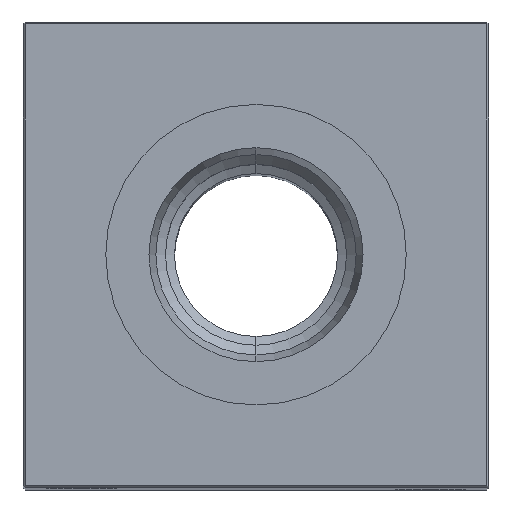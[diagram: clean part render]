
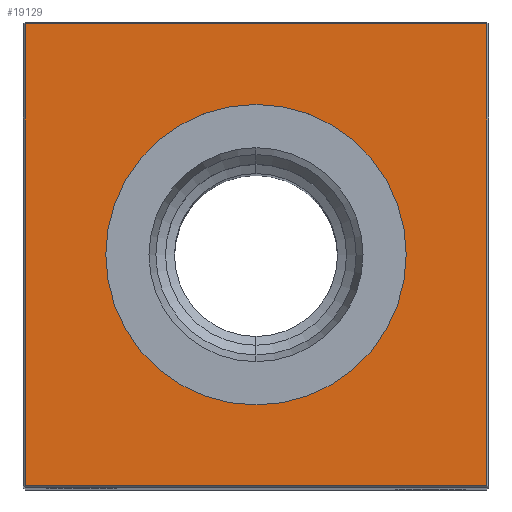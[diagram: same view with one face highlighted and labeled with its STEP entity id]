
A CAD part, top view. The second image highlights one B-rep face of the part: STEP entity #19129.
In plain terms, the highlighted planar face has unit normal (0, 0, 1).
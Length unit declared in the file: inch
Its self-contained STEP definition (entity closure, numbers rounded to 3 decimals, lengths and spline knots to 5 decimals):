
#139 = VECTOR ( 'NONE', #23668, 39.37008 ) ;
#450 = VERTEX_POINT ( 'NONE', #25745 ) ;
#659 = ORIENTED_EDGE ( 'NONE', *, *, #22684, .T. ) ;
#748 = EDGE_CURVE ( 'NONE', #21804, #3230, #5604, .T. ) ;
#1197 = ORIENTED_EDGE ( 'NONE', *, *, #7118, .T. ) ;
#1813 = DIRECTION ( 'NONE',  ( 0., 0., -1. ) ) ;
#3230 = VERTEX_POINT ( 'NONE', #21357 ) ;
#3394 = CARTESIAN_POINT ( 'NONE',  ( 0., 0., 8. ) ) ;
#3816 = CARTESIAN_POINT ( 'NONE',  ( -1.24, 0., 8. ) ) ;
#5293 = CIRCLE ( 'NONE', #23763, 0.80709 ) ;
#5408 = CARTESIAN_POINT ( 'NONE',  ( 0., 1.24, 8. ) ) ;
#5604 = CIRCLE ( 'NONE', #10664, 0.80709 ) ;
#6296 = DIRECTION ( 'NONE',  ( -1., 0., 0. ) ) ;
#7118 = EDGE_CURVE ( 'NONE', #21163, #21719, #7773, .T. ) ;
#7177 = ORIENTED_EDGE ( 'NONE', *, *, #748, .T. ) ;
#7247 = CARTESIAN_POINT ( 'NONE',  ( -1.24, -1.24, 8. ) ) ;
#7773 = LINE ( 'NONE', #5408, #139 ) ;
#8108 = CARTESIAN_POINT ( 'NONE',  ( 0., 0.80709, 8. ) ) ;
#8667 = CARTESIAN_POINT ( 'NONE',  ( 0., 0., 8. ) ) ;
#9359 = EDGE_CURVE ( 'NONE', #450, #21163, #9829, .T. ) ;
#9829 = LINE ( 'NONE', #16118, #11101 ) ;
#10187 = CARTESIAN_POINT ( 'NONE',  ( 1.24, 1.24, 8. ) ) ;
#10614 = LINE ( 'NONE', #3816, #18812 ) ;
#10664 = AXIS2_PLACEMENT_3D ( 'NONE', #3394, #1813, #25841 ) ;
#11101 = VECTOR ( 'NONE', #21648, 39.37008 ) ;
#11249 = DIRECTION ( 'NONE',  ( -1., 0., 0. ) ) ;
#11374 = FACE_BOUND ( 'NONE', #19909, .T. ) ;
#11930 = EDGE_LOOP ( 'NONE', ( #659, #16572, #23467, #1197 ) ) ;
#12178 = CARTESIAN_POINT ( 'NONE',  ( -1.24, 1.24, 8. ) ) ;
#13209 = PLANE ( 'NONE',  #21770 ) ;
#15444 = CARTESIAN_POINT ( 'NONE',  ( 0., -1.24, 8. ) ) ;
#15446 = FACE_OUTER_BOUND ( 'NONE', #11930, .T. ) ;
#16118 = CARTESIAN_POINT ( 'NONE',  ( 1.24, 0., 8. ) ) ;
#16572 = ORIENTED_EDGE ( 'NONE', *, *, #25574, .T. ) ;
#17399 = DIRECTION ( 'NONE',  ( 1., 0., 0. ) ) ;
#17778 = LINE ( 'NONE', #15444, #20421 ) ;
#18617 = DIRECTION ( 'NONE',  ( 0., -1., 0. ) ) ;
#18812 = VECTOR ( 'NONE', #18617, 39.37008 ) ;
#19129 = ADVANCED_FACE ( 'NONE', ( #15446, #11374 ), #13209, .F. ) ;
#19132 = DIRECTION ( 'NONE',  ( 0., 0., -1. ) ) ;
#19909 = EDGE_LOOP ( 'NONE', ( #7177, #21498 ) ) ;
#20421 = VECTOR ( 'NONE', #17399, 39.37008 ) ;
#21163 = VERTEX_POINT ( 'NONE', #10187 ) ;
#21357 = CARTESIAN_POINT ( 'NONE',  ( 0., -0.80709, 8. ) ) ;
#21498 = ORIENTED_EDGE ( 'NONE', *, *, #25139, .T. ) ;
#21648 = DIRECTION ( 'NONE',  ( 0., 1., 0. ) ) ;
#21719 = VERTEX_POINT ( 'NONE', #12178 ) ;
#21770 = AXIS2_PLACEMENT_3D ( 'NONE', #25420, #19132, #11249 ) ;
#21804 = VERTEX_POINT ( 'NONE', #8108 ) ;
#22684 = EDGE_CURVE ( 'NONE', #21719, #25812, #10614, .T. ) ;
#23467 = ORIENTED_EDGE ( 'NONE', *, *, #9359, .T. ) ;
#23668 = DIRECTION ( 'NONE',  ( -1., 0., 0. ) ) ;
#23763 = AXIS2_PLACEMENT_3D ( 'NONE', #8667, #24293, #6296 ) ;
#24293 = DIRECTION ( 'NONE',  ( 0., 0., -1. ) ) ;
#25139 = EDGE_CURVE ( 'NONE', #3230, #21804, #5293, .T. ) ;
#25420 = CARTESIAN_POINT ( 'NONE',  ( 0., 0., 8. ) ) ;
#25574 = EDGE_CURVE ( 'NONE', #25812, #450, #17778, .T. ) ;
#25745 = CARTESIAN_POINT ( 'NONE',  ( 1.24, -1.24, 8. ) ) ;
#25812 = VERTEX_POINT ( 'NONE', #7247 ) ;
#25841 = DIRECTION ( 'NONE',  ( -1., 0., 0. ) ) ;
